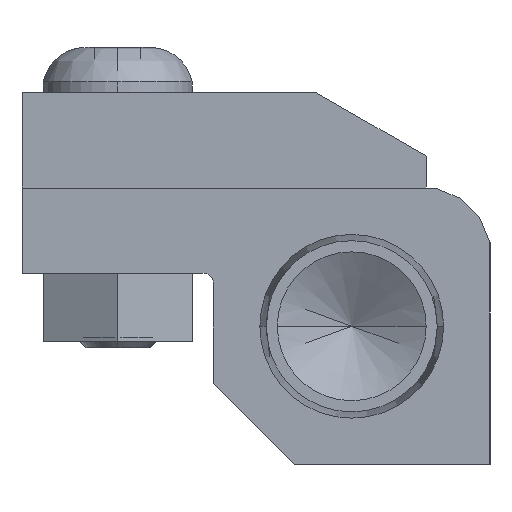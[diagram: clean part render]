
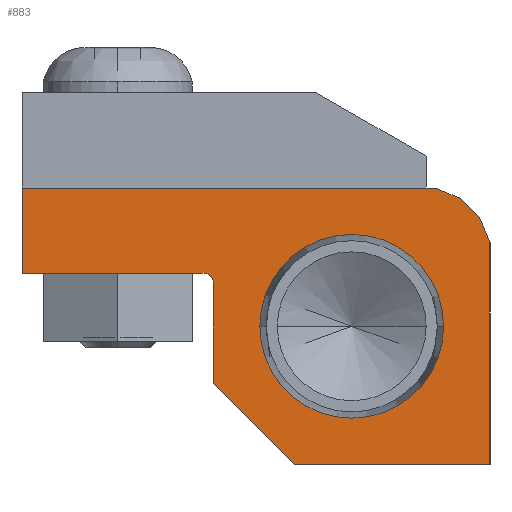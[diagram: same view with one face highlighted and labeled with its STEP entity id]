
A CAD part, left-side view. The second image highlights one B-rep face of the part: STEP entity #883.
In plain terms, the highlighted planar face has unit normal (-1, 0, 0).
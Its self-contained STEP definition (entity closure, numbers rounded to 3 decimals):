
#883=ADVANCED_FACE('',(#2104,#2105),#2106,.T.);
#2104=FACE_OUTER_BOUND('',#7867,.T.);
#2105=FACE_BOUND('',#7868,.T.);
#2106=PLANE('',#7869);
#7867=EDGE_LOOP('',(#11215,#11216,#11217,#11218,#11219,#11220,#11221,#11222,#11223,#11224,#11225,#11226));
#7868=EDGE_LOOP('',(#11227,#11228));
#7869=AXIS2_PLACEMENT_3D('',#11229,#11230,#11231);
#11215=ORIENTED_EDGE('',*,*,#12527,.F.);
#11216=ORIENTED_EDGE('',*,*,#12557,.F.);
#11217=ORIENTED_EDGE('',*,*,#12554,.F.);
#11218=ORIENTED_EDGE('',*,*,#12551,.F.);
#11219=ORIENTED_EDGE('',*,*,#12548,.F.);
#11220=ORIENTED_EDGE('',*,*,#12545,.F.);
#11221=ORIENTED_EDGE('',*,*,#12542,.F.);
#11222=ORIENTED_EDGE('',*,*,#12539,.F.);
#11223=ORIENTED_EDGE('',*,*,#12536,.F.);
#11224=ORIENTED_EDGE('',*,*,#12409,.F.);
#11225=ORIENTED_EDGE('',*,*,#12535,.F.);
#11226=ORIENTED_EDGE('',*,*,#12531,.F.);
#11227=ORIENTED_EDGE('',*,*,#12494,.T.);
#11228=ORIENTED_EDGE('',*,*,#12477,.T.);
#11229=CARTESIAN_POINT('',(-1609.138,-252.416,-8.193));
#11230=DIRECTION('',(-1.0,0.0,0.0));
#11231=DIRECTION('',(0.0,0.0,1.0));
#12409=EDGE_CURVE('',#14488,#14491,#14492,.T.);
#12477=EDGE_CURVE('',#14627,#14624,#14628,.T.);
#12494=EDGE_CURVE('',#14624,#14627,#14652,.T.);
#12527=EDGE_CURVE('',#14685,#14686,#14687,.T.);
#12531=EDGE_CURVE('',#14686,#14693,#14694,.T.);
#12535=EDGE_CURVE('',#14693,#14488,#14699,.T.);
#12536=EDGE_CURVE('',#14491,#14700,#14701,.T.);
#12539=EDGE_CURVE('',#14700,#14705,#14706,.T.);
#12542=EDGE_CURVE('',#14705,#14710,#14711,.T.);
#12545=EDGE_CURVE('',#14710,#14715,#14716,.T.);
#12548=EDGE_CURVE('',#14715,#14720,#14721,.T.);
#12551=EDGE_CURVE('',#14720,#14725,#14726,.T.);
#12554=EDGE_CURVE('',#14725,#14730,#14731,.T.);
#12557=EDGE_CURVE('',#14730,#14685,#14735,.T.);
#14488=VERTEX_POINT('',#17773);
#14491=VERTEX_POINT('',#17777);
#14492=CIRCLE('',#17778,0.787);
#14624=VERTEX_POINT('',#17943);
#14627=VERTEX_POINT('',#17947);
#14628=CIRCLE('',#17948,6.858);
#14652=CIRCLE('',#17978,6.858);
#14685=VERTEX_POINT('',#18011);
#14686=VERTEX_POINT('',#18012);
#14687=LINE('',#18013,#18014);
#14693=VERTEX_POINT('',#18023);
#14694=LINE('',#18024,#18025);
#14699=CIRCLE('',#18032,0.787);
#14700=VERTEX_POINT('',#18033);
#14701=LINE('',#18034,#18035);
#14705=VERTEX_POINT('',#18041);
#14706=LINE('',#18042,#18043);
#14710=VERTEX_POINT('',#18049);
#14711=LINE('',#18050,#18051);
#14715=VERTEX_POINT('',#18057);
#14716=LINE('',#18058,#18059);
#14720=VERTEX_POINT('',#18065);
#14721=LINE('',#18066,#18067);
#14725=VERTEX_POINT('',#18073);
#14726=LINE('',#18074,#18075);
#14730=VERTEX_POINT('',#18081);
#14731=LINE('',#18082,#18083);
#14735=LINE('',#18089,#18090);
#17773=CARTESIAN_POINT('',(-1609.138,-247.243,-6.576));
#17777=CARTESIAN_POINT('',(-1609.138,-246.686,-6.345));
#17778=AXIS2_PLACEMENT_3D('',#19865,#19866,#19867);
#17943=CARTESIAN_POINT('',(-1609.138,-250.935,-10.319));
#17947=CARTESIAN_POINT('',(-1609.138,-264.651,-10.319));
#17948=AXIS2_PLACEMENT_3D('',#20001,#20002,#20003);
#17978=AXIS2_PLACEMENT_3D('',#20039,#20040,#20041);
#18011=CARTESIAN_POINT('',(-1609.138,-253.52,-20.638));
#18012=CARTESIAN_POINT('',(-1609.138,-247.474,-14.591));
#18013=CARTESIAN_POINT('',(-1609.138,-253.52,-20.638));
#18014=VECTOR('',#20138,8.551);
#18023=CARTESIAN_POINT('',(-1609.138,-247.474,-7.132));
#18024=CARTESIAN_POINT('',(-1609.138,-247.474,-14.591));
#18025=VECTOR('',#20142,7.459);
#18032=AXIS2_PLACEMENT_3D('',#20148,#20149,#20150);
#18033=CARTESIAN_POINT('',(-1609.138,-233.186,-6.345));
#18034=CARTESIAN_POINT('',(-1609.138,-246.686,-6.345));
#18035=VECTOR('',#20151,13.5);
#18041=CARTESIAN_POINT('',(-1609.138,-233.186,0.));
#18042=CARTESIAN_POINT('',(-1609.138,-233.186,-6.345));
#18043=VECTOR('',#20154,6.345);
#18049=CARTESIAN_POINT('',(-1609.138,-264.038,0.));
#18050=CARTESIAN_POINT('',(-1609.138,-233.186,0.));
#18051=VECTOR('',#20157,30.851);
#18057=CARTESIAN_POINT('',(-1609.138,-265.897,-0.77));
#18058=CARTESIAN_POINT('',(-1609.138,-264.038,0.));
#18059=VECTOR('',#20160,2.013);
#18065=CARTESIAN_POINT('',(-1609.138,-267.334,-2.207));
#18066=CARTESIAN_POINT('',(-1609.138,-265.897,-0.77));
#18067=VECTOR('',#20163,2.032);
#18073=CARTESIAN_POINT('',(-1609.138,-268.111,-4.084));
#18074=CARTESIAN_POINT('',(-1609.138,-267.334,-2.207));
#18075=VECTOR('',#20166,2.032);
#18081=CARTESIAN_POINT('',(-1609.138,-268.111,-20.638));
#18082=CARTESIAN_POINT('',(-1609.138,-268.111,-4.084));
#18083=VECTOR('',#20169,16.553);
#18089=CARTESIAN_POINT('',(-1609.138,-268.111,-20.638));
#18090=VECTOR('',#20172,14.591);
#19865=CARTESIAN_POINT('',(-1609.138,-246.686,-7.132));
#19866=DIRECTION('',(-1.0,0.,0.));
#19867=DIRECTION('',(0.,-0.707,0.707));
#20001=CARTESIAN_POINT('',(-1609.138,-257.793,-10.319));
#20002=DIRECTION('',(1.0,0.0,0.0));
#20003=DIRECTION('',(0.0,1.0,0.0));
#20039=CARTESIAN_POINT('',(-1609.138,-257.793,-10.319));
#20040=DIRECTION('',(1.0,0.0,0.0));
#20041=DIRECTION('',(0.0,1.0,0.0));
#20138=DIRECTION('',(0.0,0.707,0.707));
#20142=DIRECTION('',(0.0,0.0,1.0));
#20148=CARTESIAN_POINT('',(-1609.138,-246.686,-7.132));
#20149=DIRECTION('',(-1.0,0.,0.));
#20150=DIRECTION('',(0.,-0.707,0.707));
#20151=DIRECTION('',(0.0,1.0,0.0));
#20154=DIRECTION('',(0.0,0.0,1.0));
#20157=DIRECTION('',(0.0,-1.0,0.0));
#20160=DIRECTION('',(0.0,-0.924,-0.383));
#20163=DIRECTION('',(0.0,-0.707,-0.707));
#20166=DIRECTION('',(0.0,-0.383,-0.924));
#20169=DIRECTION('',(0.0,0.0,-1.0));
#20172=DIRECTION('',(0.0,1.0,0.0));
